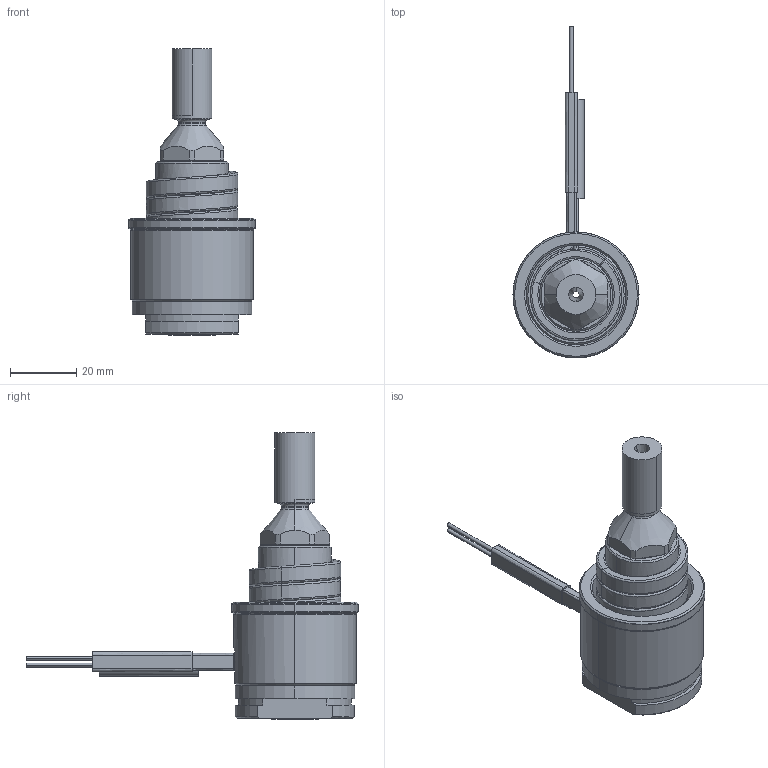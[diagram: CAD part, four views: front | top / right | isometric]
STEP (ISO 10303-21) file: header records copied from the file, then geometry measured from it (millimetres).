
FILE_DESCRIPTION((''),'2;1');
FILE_NAME('LS-66-APO-H','2014-02-13T',('Íàòàëüÿ'),('IMID'),'PRO/ENGINEER BY PARAMETRIC TECHNOLOGY CORPORATION, 2010480','PRO/ENGINEER BY PARAMETRIC TECHNOLOGY CORPORATION, 2010480','');
FILE_SCHEMA(('CONFIG_CONTROL_DESIGN'));
Length unit declared in the file: millimetre
Products named in the file (1): LS-66-APO-H
Bounding box: 38 x 100 x 86.2 mm (x, y, z)
Volume: 44110.6 mm3; surface area: 22505.7 mm2
Topology: 1 solids, 8 shells, 285 faces, 709 edges, 425 vertices
Faces by surface type: cylinder 93, bspline 50, cone 50, plane 47, torus 26, revolution 9, extrusion 8, sphere 2
Entity records: 13727 total; most frequent: CARTESIAN_POINT 7247, ORIENTED_EDGE 1378, DIRECTION 1266, EDGE_CURVE 701, AXIS2_PLACEMENT_3D 503, VERTEX_POINT 425, EDGE_LOOP 306, FACE_OUTER_BOUND 285
